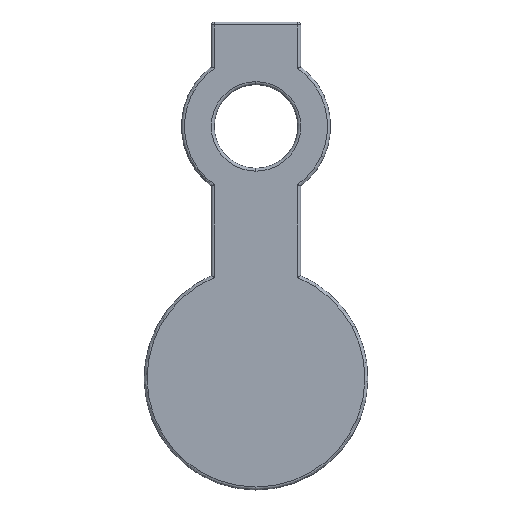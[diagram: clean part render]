
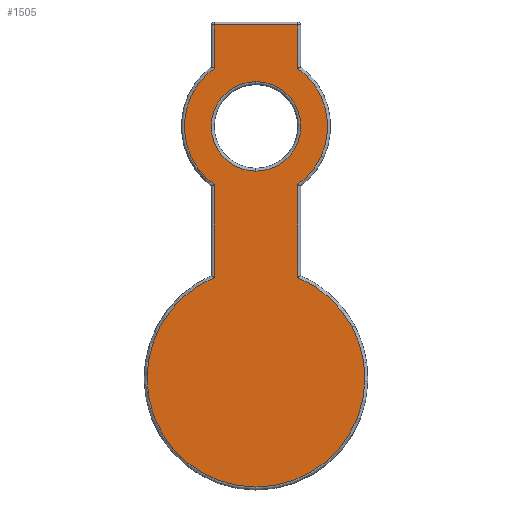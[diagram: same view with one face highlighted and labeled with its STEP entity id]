
A CAD part, front view. The second image highlights one B-rep face of the part: STEP entity #1505.
In plain terms, the highlighted planar face has unit normal (0, -1, 0).
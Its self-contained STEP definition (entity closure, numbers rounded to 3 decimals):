
#69 = DIRECTION ( 'NONE',  ( 0., -1., 0. ) ) ;
#75 = CARTESIAN_POINT ( 'NONE',  ( -2.8, 0., 0. ) ) ;
#105 = CARTESIAN_POINT ( 'NONE',  ( -2.8, 0., -10. ) ) ;
#124 = CARTESIAN_POINT ( 'NONE',  ( 0., 0., 0. ) ) ;
#158 = VERTEX_POINT ( 'NONE', #773 ) ;
#174 = ORIENTED_EDGE ( 'NONE', *, *, #1275, .T. ) ;
#181 = CARTESIAN_POINT ( 'NONE',  ( 2.8, 0., -4. ) ) ;
#200 = EDGE_CURVE ( 'NONE', #158, #948, #1288, .T. ) ;
#245 = VECTOR ( 'NONE', #1722, 1000. ) ;
#258 = ORIENTED_EDGE ( 'NONE', *, *, #524, .T. ) ;
#308 = ORIENTED_EDGE ( 'NONE', *, *, #1133, .T. ) ;
#317 = EDGE_CURVE ( 'NONE', #1961, #454, #2024, .T. ) ;
#343 = VECTOR ( 'NONE', #2234, 1000. ) ;
#349 = CARTESIAN_POINT ( 'NONE',  ( -2.8, 0., 3.899 ) ) ;
#359 = CARTESIAN_POINT ( 'NONE',  ( 2.8, 0., 6.8 ) ) ;
#377 = CIRCLE ( 'NONE', #523, 4.8 ) ;
#407 = VERTEX_POINT ( 'NONE', #550 ) ;
#421 = CARTESIAN_POINT ( 'NONE',  ( -2.8, 0., 6.8 ) ) ;
#427 = FACE_BOUND ( 'NONE', #2113, .T. ) ;
#454 = VERTEX_POINT ( 'NONE', #359 ) ;
#478 = AXIS2_PLACEMENT_3D ( 'NONE', #591, #1274, #1307 ) ;
#482 = VERTEX_POINT ( 'NONE', #1768 ) ;
#500 = DIRECTION ( 'NONE',  ( 0., 0., 1. ) ) ;
#505 = VERTEX_POINT ( 'NONE', #902 ) ;
#511 = VERTEX_POINT ( 'NONE', #349 ) ;
#523 = AXIS2_PLACEMENT_3D ( 'NONE', #1605, #1591, #693 ) ;
#524 = EDGE_CURVE ( 'NONE', #948, #407, #1576, .T. ) ;
#550 = CARTESIAN_POINT ( 'NONE',  ( 2.8, 0., -3.899 ) ) ;
#591 = CARTESIAN_POINT ( 'NONE',  ( 0., 0., 0. ) ) ;
#593 = CIRCLE ( 'NONE', #478, 3. ) ;
#630 = VERTEX_POINT ( 'NONE', #421 ) ;
#693 = DIRECTION ( 'NONE',  ( 0., 0., 1. ) ) ;
#722 = EDGE_CURVE ( 'NONE', #1377, #158, #1202, .T. ) ;
#773 = CARTESIAN_POINT ( 'NONE',  ( -2.8, 0., -10.132 ) ) ;
#795 = AXIS2_PLACEMENT_3D ( 'NONE', #1845, #69, #968 ) ;
#800 = CARTESIAN_POINT ( 'NONE',  ( 0., 0., 0. ) ) ;
#811 = PLANE ( 'NONE',  #1838 ) ;
#885 = ORIENTED_EDGE ( 'NONE', *, *, #722, .T. ) ;
#889 = CARTESIAN_POINT ( 'NONE',  ( 0., 0., 0. ) ) ;
#902 = CARTESIAN_POINT ( 'NONE',  ( 0., 0., 3. ) ) ;
#917 = CARTESIAN_POINT ( 'NONE',  ( -2.8, 0., -3.899 ) ) ;
#938 = VECTOR ( 'NONE', #1072, 1000. ) ;
#941 = LINE ( 'NONE', #75, #2089 ) ;
#948 = VERTEX_POINT ( 'NONE', #2182 ) ;
#968 = DIRECTION ( 'NONE',  ( 0., 0., 1. ) ) ;
#988 = AXIS2_PLACEMENT_3D ( 'NONE', #889, #1086, #500 ) ;
#1041 = ORIENTED_EDGE ( 'NONE', *, *, #200, .T. ) ;
#1072 = DIRECTION ( 'NONE',  ( 0., 0., 1. ) ) ;
#1086 = DIRECTION ( 'NONE',  ( 0., 1., 0. ) ) ;
#1133 = EDGE_CURVE ( 'NONE', #407, #1961, #1523, .T. ) ;
#1188 = AXIS2_PLACEMENT_3D ( 'NONE', #800, #2205, #2029 ) ;
#1202 = LINE ( 'NONE', #105, #1789 ) ;
#1274 = DIRECTION ( 'NONE',  ( 0., 1., 0. ) ) ;
#1275 = EDGE_CURVE ( 'NONE', #482, #505, #593, .T. ) ;
#1288 = CIRCLE ( 'NONE', #795, 7.3 ) ;
#1307 = DIRECTION ( 'NONE',  ( 0., 0., 1. ) ) ;
#1371 = CARTESIAN_POINT ( 'NONE',  ( 2.8, 0., 0. ) ) ;
#1377 = VERTEX_POINT ( 'NONE', #917 ) ;
#1425 = ORIENTED_EDGE ( 'NONE', *, *, #1787, .T. ) ;
#1505 = ADVANCED_FACE ( 'NONE', ( #427, #1700 ), #811, .F. ) ;
#1523 = CIRCLE ( 'NONE', #1188, 4.8 ) ;
#1534 = ORIENTED_EDGE ( 'NONE', *, *, #2136, .T. ) ;
#1555 = EDGE_LOOP ( 'NONE', ( #1748, #1425, #885, #1041, #258, #308, #1633, #1846 ) ) ;
#1576 = LINE ( 'NONE', #181, #938 ) ;
#1591 = DIRECTION ( 'NONE',  ( 0., -1., 0. ) ) ;
#1605 = CARTESIAN_POINT ( 'NONE',  ( 0., 0., 0. ) ) ;
#1631 = DIRECTION ( 'NONE',  ( 0., 0., -1. ) ) ;
#1633 = ORIENTED_EDGE ( 'NONE', *, *, #317, .T. ) ;
#1656 = CIRCLE ( 'NONE', #988, 3. ) ;
#1700 = FACE_OUTER_BOUND ( 'NONE', #1555, .T. ) ;
#1707 = CARTESIAN_POINT ( 'NONE',  ( 0., 0., 6.8 ) ) ;
#1722 = DIRECTION ( 'NONE',  ( 0., 0., 1. ) ) ;
#1748 = ORIENTED_EDGE ( 'NONE', *, *, #2226, .T. ) ;
#1768 = CARTESIAN_POINT ( 'NONE',  ( 0., 0., -3. ) ) ;
#1787 = EDGE_CURVE ( 'NONE', #511, #1377, #377, .T. ) ;
#1789 = VECTOR ( 'NONE', #1852, 1000. ) ;
#1838 = AXIS2_PLACEMENT_3D ( 'NONE', #124, #2038, #2228 ) ;
#1845 = CARTESIAN_POINT ( 'NONE',  ( 0., 0., -16.874 ) ) ;
#1846 = ORIENTED_EDGE ( 'NONE', *, *, #1979, .T. ) ;
#1852 = DIRECTION ( 'NONE',  ( 0., 0., -1. ) ) ;
#1961 = VERTEX_POINT ( 'NONE', #2012 ) ;
#1979 = EDGE_CURVE ( 'NONE', #454, #630, #2246, .T. ) ;
#2012 = CARTESIAN_POINT ( 'NONE',  ( 2.8, 0., 3.899 ) ) ;
#2024 = LINE ( 'NONE', #1371, #245 ) ;
#2029 = DIRECTION ( 'NONE',  ( 0., 0., 1. ) ) ;
#2038 = DIRECTION ( 'NONE',  ( 0., 1., 0. ) ) ;
#2089 = VECTOR ( 'NONE', #1631, 1000. ) ;
#2113 = EDGE_LOOP ( 'NONE', ( #1534, #174 ) ) ;
#2136 = EDGE_CURVE ( 'NONE', #505, #482, #1656, .T. ) ;
#2182 = CARTESIAN_POINT ( 'NONE',  ( 2.8, 0., -10.132 ) ) ;
#2205 = DIRECTION ( 'NONE',  ( 0., -1., 0. ) ) ;
#2226 = EDGE_CURVE ( 'NONE', #630, #511, #941, .T. ) ;
#2228 = DIRECTION ( 'NONE',  ( 0., 0., 1. ) ) ;
#2234 = DIRECTION ( 'NONE',  ( -1., 0., 0. ) ) ;
#2246 = LINE ( 'NONE', #1707, #343 ) ;
